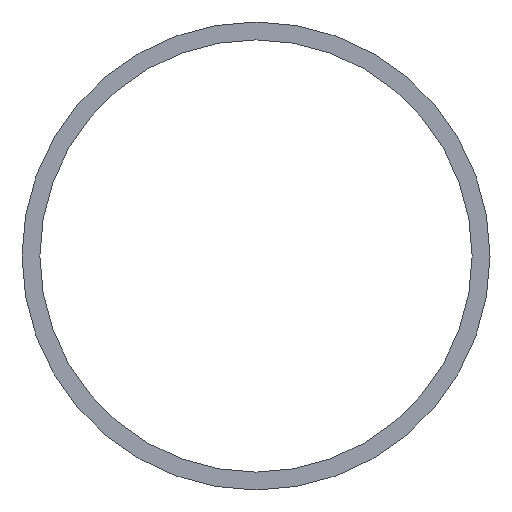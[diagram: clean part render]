
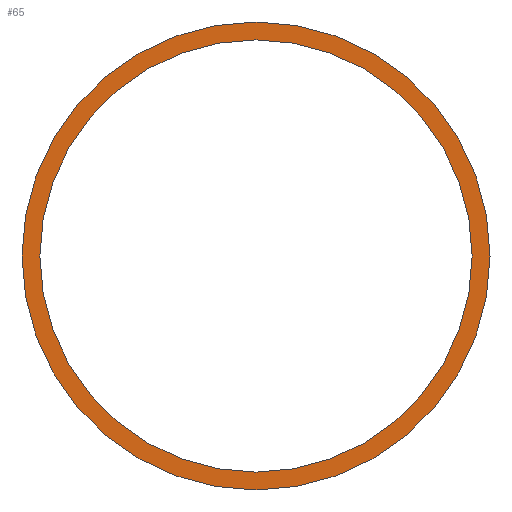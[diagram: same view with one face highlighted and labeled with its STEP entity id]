
A CAD part, left-side view. The second image highlights one B-rep face of the part: STEP entity #65.
In plain terms, the highlighted planar face has unit normal (-1, 0, 0).
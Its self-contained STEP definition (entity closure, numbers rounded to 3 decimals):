
#51 = VERTEX_POINT( '', #121 );
#61 = VERTEX_POINT( '', #131 );
#63 = EDGE_CURVE( '', #61, #87, #133, .T. );
#65 = ADVANCED_FACE( '', ( #135, #136 ), #137, .F. );
#71 = VERTEX_POINT( '', #145 );
#73 = EDGE_CURVE( '', #51, #71, #147, .T. );
#75 = EDGE_CURVE( '', #87, #61, #149, .T. );
#81 = EDGE_CURVE( '', #71, #51, #157, .T. );
#87 = VERTEX_POINT( '', #163 );
#121 = CARTESIAN_POINT( '', ( 0., 0., 112.5 ) );
#131 = CARTESIAN_POINT( '', ( 0., 0., 103.9 ) );
#133 = CIRCLE( '', #204, 103.9 );
#135 = FACE_OUTER_BOUND( '', #206, .T. );
#136 = FACE_BOUND( '', #207, .T. );
#137 = PLANE( '', #208 );
#145 = CARTESIAN_POINT( '', ( 0., 0., -112.5 ) );
#147 = CIRCLE( '', #221, 112.5 );
#149 = CIRCLE( '', #224, 103.9 );
#157 = CIRCLE( '', #233, 112.5 );
#163 = CARTESIAN_POINT( '', ( 0., 0., -103.9 ) );
#204 = AXIS2_PLACEMENT_3D( '', #272, #273, #274 );
#206 = EDGE_LOOP( '', ( #276, #277 ) );
#207 = EDGE_LOOP( '', ( #278, #279 ) );
#208 = AXIS2_PLACEMENT_3D( '', #280, #281, #282 );
#221 = AXIS2_PLACEMENT_3D( '', #292, #293, #294 );
#224 = AXIS2_PLACEMENT_3D( '', #295, #296, #297 );
#233 = AXIS2_PLACEMENT_3D( '', #314, #315, #316 );
#272 = CARTESIAN_POINT( '', ( 0., 0., 0. ) );
#273 = DIRECTION( '', ( 1., 0., 0. ) );
#274 = DIRECTION( '', ( 0., 0., -1. ) );
#276 = ORIENTED_EDGE( '', *, *, #81, .F. );
#277 = ORIENTED_EDGE( '', *, *, #73, .F. );
#278 = ORIENTED_EDGE( '', *, *, #75, .T. );
#279 = ORIENTED_EDGE( '', *, *, #63, .T. );
#280 = CARTESIAN_POINT( '', ( 0., 0., 0. ) );
#281 = DIRECTION( '', ( 1., 0., 0. ) );
#282 = DIRECTION( '', ( 0., 0., -1. ) );
#292 = CARTESIAN_POINT( '', ( 0., 0., 0. ) );
#293 = DIRECTION( '', ( 1., 0., 0. ) );
#294 = DIRECTION( '', ( 0., 0., -1. ) );
#295 = CARTESIAN_POINT( '', ( 0., 0., 0. ) );
#296 = DIRECTION( '', ( 1., 0., 0. ) );
#297 = DIRECTION( '', ( 0., 0., -1. ) );
#314 = CARTESIAN_POINT( '', ( 0., 0., 0. ) );
#315 = DIRECTION( '', ( 1., 0., 0. ) );
#316 = DIRECTION( '', ( 0., 0., -1. ) );
